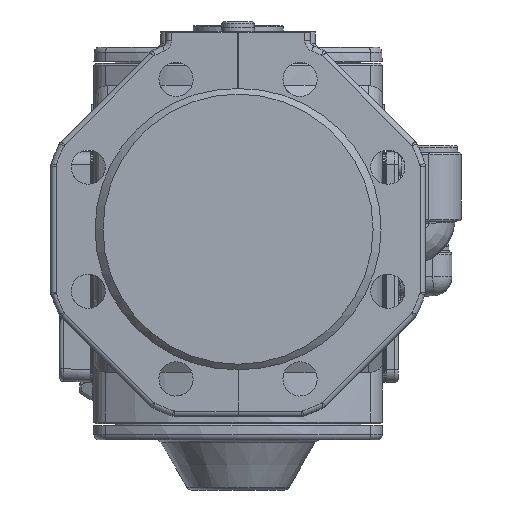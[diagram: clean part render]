
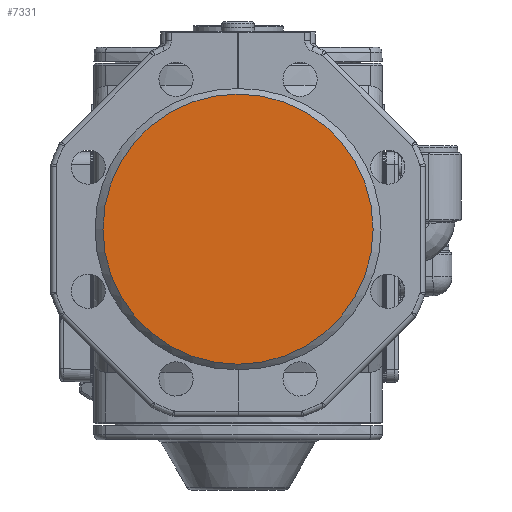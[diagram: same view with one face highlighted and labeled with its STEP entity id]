
A CAD part, left-side view. The second image highlights one B-rep face of the part: STEP entity #7331.
In plain terms, the highlighted planar face has unit normal (-1, 0, 0).
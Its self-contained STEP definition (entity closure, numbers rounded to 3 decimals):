
#7331=ADVANCED_FACE('',(#10522),#9781,.T.);
#9781=PLANE('',#39557);
#10522=FACE_OUTER_BOUND('',#12599,.T.);
#12599=EDGE_LOOP('',(#17594));
#17594=ORIENTED_EDGE('',*,*,#32281,.F.);
#28677=VERTEX_POINT('',#55919);
#32281=EDGE_CURVE('',#28677,#28677,#37451,.T.);
#37451=CIRCLE('',#39555,75.);
#39555=AXIS2_PLACEMENT_3D('',#55918,#44417,#44418);
#39557=AXIS2_PLACEMENT_3D('',#55921,#44421,#44422);
#44417=DIRECTION('',(1.,0.,0.));
#44418=DIRECTION('',(0.,0.,1.));
#44421=DIRECTION('',(-1.,0.,0.));
#44422=DIRECTION('',(0.,0.,1.));
#55918=CARTESIAN_POINT('',(-175.,-1.,-1.));
#55919=CARTESIAN_POINT('',(-175.,-1.,74.));
#55921=CARTESIAN_POINT('',(-175.,-1.,-1.));
